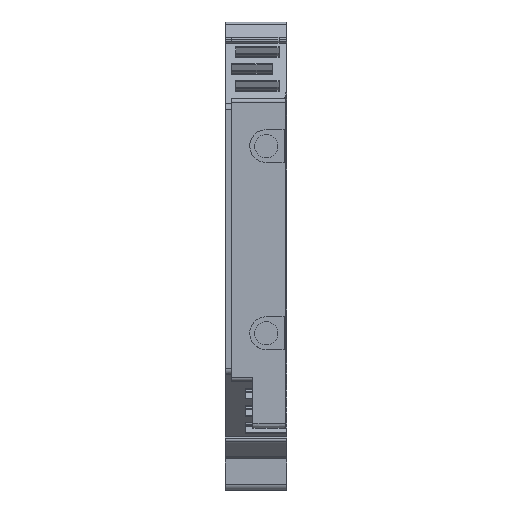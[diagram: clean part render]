
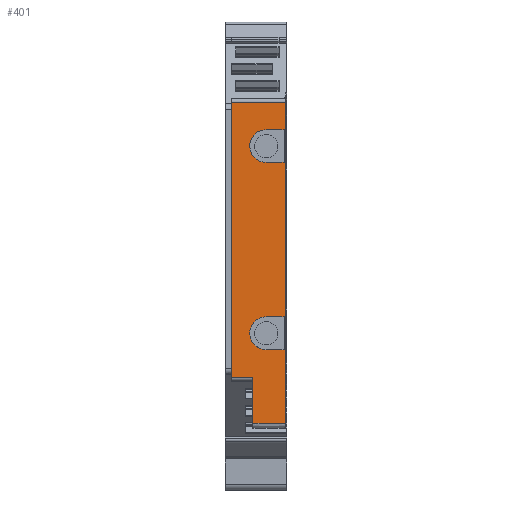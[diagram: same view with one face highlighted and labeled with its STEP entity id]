
A CAD part, top view. The second image highlights one B-rep face of the part: STEP entity #401.
In plain terms, the highlighted planar face has unit normal (0, 0, 1).
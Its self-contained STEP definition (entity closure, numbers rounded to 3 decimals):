
#35=AXIS2_PLACEMENT_3D('Plane Axis2P3D',#32,#33,#34) ;
#32=CARTESIAN_POINT('Axis2P3D Location',(0.8,49.66,59.24)) ;
#181=CARTESIAN_POINT('Vertex',(5.25,17.91,59.24)) ;
#188=CARTESIAN_POINT('Vertex',(5.25,22.11,59.24)) ;
#192=CARTESIAN_POINT('Control Point',(5.25,17.91,59.24)) ;
#193=CARTESIAN_POINT('Control Point',(4.59,17.91,59.24)) ;
#194=CARTESIAN_POINT('Control Point',(3.931,18.169,59.24)) ;
#195=CARTESIAN_POINT('Control Point',(3.409,18.691,59.24)) ;
#196=CARTESIAN_POINT('Control Point',(2.891,20.01,59.24)) ;
#197=CARTESIAN_POINT('Control Point',(3.409,21.329,59.24)) ;
#198=CARTESIAN_POINT('Control Point',(3.931,21.851,59.24)) ;
#199=CARTESIAN_POINT('Control Point',(4.59,22.11,59.24)) ;
#200=CARTESIAN_POINT('Control Point',(5.25,22.11,59.24)) ;
#218=CARTESIAN_POINT('Vertex',(7.55,17.91,59.24)) ;
#221=CARTESIAN_POINT('Line Origine',(6.4,17.91,59.24)) ;
#238=CARTESIAN_POINT('Line Origine',(7.55,20.01,59.24)) ;
#242=CARTESIAN_POINT('Vertex',(7.55,22.11,59.24)) ;
#262=CARTESIAN_POINT('Line Origine',(6.4,22.11,59.24)) ;
#274=CARTESIAN_POINT('Line Origine',(4.275,49.66,59.24)) ;
#278=CARTESIAN_POINT('Vertex',(0.8,49.66,59.24)) ;
#280=CARTESIAN_POINT('Vertex',(7.75,49.66,59.24)) ;
#283=CARTESIAN_POINT('Line Origine',(0.8,49.241,59.24)) ;
#287=CARTESIAN_POINT('Vertex',(0.8,48.822,59.24)) ;
#290=CARTESIAN_POINT('Line Origine',(0.8,32.075,59.24)) ;
#294=CARTESIAN_POINT('Vertex',(0.8,15.328,59.24)) ;
#297=CARTESIAN_POINT('Line Origine',(0.8,14.844,59.24)) ;
#301=CARTESIAN_POINT('Vertex',(0.8,14.36,59.24)) ;
#304=CARTESIAN_POINT('Line Origine',(2.175,14.36,59.24)) ;
#308=CARTESIAN_POINT('Vertex',(3.55,14.36,59.24)) ;
#311=CARTESIAN_POINT('Line Origine',(3.55,11.41,59.24)) ;
#315=CARTESIAN_POINT('Vertex',(3.55,8.46,59.24)) ;
#318=CARTESIAN_POINT('Line Origine',(5.65,8.46,59.24)) ;
#322=CARTESIAN_POINT('Vertex',(7.75,8.46,59.24)) ;
#325=CARTESIAN_POINT('Line Origine',(7.75,29.06,59.24)) ;
#346=CARTESIAN_POINT('Line Origine',(6.4,41.91,59.24)) ;
#350=CARTESIAN_POINT('Vertex',(7.55,41.91,59.24)) ;
#352=CARTESIAN_POINT('Vertex',(5.25,41.91,59.24)) ;
#356=CARTESIAN_POINT('Control Point',(5.25,41.91,59.24)) ;
#357=CARTESIAN_POINT('Control Point',(5.037,41.91,59.24)) ;
#358=CARTESIAN_POINT('Control Point',(4.824,41.937,59.24)) ;
#359=CARTESIAN_POINT('Control Point',(4.616,41.991,59.24)) ;
#360=CARTESIAN_POINT('Control Point',(4.218,42.151,59.24)) ;
#361=CARTESIAN_POINT('Control Point',(3.872,42.405,59.24)) ;
#362=CARTESIAN_POINT('Control Point',(3.716,42.553,59.24)) ;
#363=CARTESIAN_POINT('Control Point',(3.445,42.886,59.24)) ;
#364=CARTESIAN_POINT('Control Point',(3.265,43.276,59.24)) ;
#365=CARTESIAN_POINT('Control Point',(3.201,43.482,59.24)) ;
#366=CARTESIAN_POINT('Control Point',(3.126,43.904,59.24)) ;
#367=CARTESIAN_POINT('Control Point',(3.158,44.332,59.24)) ;
#368=CARTESIAN_POINT('Control Point',(3.202,44.542,59.24)) ;
#369=CARTESIAN_POINT('Control Point',(3.342,44.948,59.24)) ;
#370=CARTESIAN_POINT('Control Point',(3.578,45.307,59.24)) ;
#371=CARTESIAN_POINT('Control Point',(3.719,45.47,59.24)) ;
#372=CARTESIAN_POINT('Control Point',(4.038,45.757,59.24)) ;
#373=CARTESIAN_POINT('Control Point',(4.418,45.956,59.24)) ;
#374=CARTESIAN_POINT('Control Point',(4.62,46.03,59.24)) ;
#375=CARTESIAN_POINT('Control Point',(4.87,46.088,59.24)) ;
#376=CARTESIAN_POINT('Control Point',(5.124,46.107,59.24)) ;
#377=CARTESIAN_POINT('Control Point',(5.166,46.109,59.24)) ;
#378=CARTESIAN_POINT('Control Point',(5.208,46.11,59.24)) ;
#379=CARTESIAN_POINT('Control Point',(5.25,46.11,59.24)) ;
#380=CARTESIAN_POINT('Vertex',(5.25,46.11,59.24)) ;
#383=CARTESIAN_POINT('Line Origine',(6.4,46.11,59.24)) ;
#387=CARTESIAN_POINT('Vertex',(7.55,46.11,59.24)) ;
#390=CARTESIAN_POINT('Line Origine',(7.55,44.01,59.24)) ;
#33=DIRECTION('Axis2P3D Direction',(0.,0.,1.)) ;
#34=DIRECTION('Axis2P3D XDirection',(0.,-1.,0.)) ;
#222=DIRECTION('Vector Direction',(-1.,0.,0.)) ;
#239=DIRECTION('Vector Direction',(0.,-1.,0.)) ;
#263=DIRECTION('Vector Direction',(1.,0.,0.)) ;
#275=DIRECTION('Vector Direction',(1.,0.,0.)) ;
#284=DIRECTION('Vector Direction',(0.,-1.,0.)) ;
#291=DIRECTION('Vector Direction',(0.,-1.,0.)) ;
#298=DIRECTION('Vector Direction',(0.,-1.,0.)) ;
#305=DIRECTION('Vector Direction',(1.,0.,0.)) ;
#312=DIRECTION('Vector Direction',(0.,-1.,0.)) ;
#319=DIRECTION('Vector Direction',(1.,0.,0.)) ;
#326=DIRECTION('Vector Direction',(0.,-1.,0.)) ;
#347=DIRECTION('Vector Direction',(-1.,0.,0.)) ;
#384=DIRECTION('Vector Direction',(1.,0.,0.)) ;
#391=DIRECTION('Vector Direction',(0.,-1.,0.)) ;
#223=VECTOR('Line Direction',#222,1.) ;
#240=VECTOR('Line Direction',#239,1.) ;
#264=VECTOR('Line Direction',#263,1.) ;
#276=VECTOR('Line Direction',#275,1.) ;
#285=VECTOR('Line Direction',#284,1.) ;
#292=VECTOR('Line Direction',#291,1.) ;
#299=VECTOR('Line Direction',#298,1.) ;
#306=VECTOR('Line Direction',#305,1.) ;
#313=VECTOR('Line Direction',#312,1.) ;
#320=VECTOR('Line Direction',#319,1.) ;
#327=VECTOR('Line Direction',#326,1.) ;
#348=VECTOR('Line Direction',#347,1.) ;
#385=VECTOR('Line Direction',#384,1.) ;
#392=VECTOR('Line Direction',#391,1.) ;
#331=ORIENTED_EDGE('',*,*,#282,.F.) ;
#332=ORIENTED_EDGE('',*,*,#289,.T.) ;
#333=ORIENTED_EDGE('',*,*,#296,.T.) ;
#334=ORIENTED_EDGE('',*,*,#303,.T.) ;
#335=ORIENTED_EDGE('',*,*,#310,.T.) ;
#336=ORIENTED_EDGE('',*,*,#317,.F.) ;
#337=ORIENTED_EDGE('',*,*,#324,.T.) ;
#338=ORIENTED_EDGE('',*,*,#329,.F.) ;
#341=ORIENTED_EDGE('',*,*,#225,.T.) ;
#342=ORIENTED_EDGE('',*,*,#201,.T.) ;
#343=ORIENTED_EDGE('',*,*,#266,.T.) ;
#344=ORIENTED_EDGE('',*,*,#244,.T.) ;
#396=ORIENTED_EDGE('',*,*,#354,.T.) ;
#397=ORIENTED_EDGE('',*,*,#382,.T.) ;
#398=ORIENTED_EDGE('',*,*,#389,.T.) ;
#399=ORIENTED_EDGE('',*,*,#394,.T.) ;
#345=FACE_BOUND('',#340,.T.) ;
#400=FACE_BOUND('',#395,.T.) ;
#401=ADVANCED_FACE('KLTR',(#339,#345,#400),#36,.T.) ;
#191=B_SPLINE_CURVE_WITH_KNOTS('',5,(#192,#193,#194,#195,#196,#197,#198,#199,#200),.UNSPECIFIED.,.F.,.U.,(6,3,6),(0.,3.474,6.949),.UNSPECIFIED.) ;
#355=B_SPLINE_CURVE_WITH_KNOTS('',5,(#356,#357,#358,#359,#360,#361,#362,#363,#364,#365,#366,#367,#368,#369,#370,#371,#372,#373,#374,#375,#376,#377,#378,#379),.UNSPECIFIED.,.F.,.U.,(6,3,3,3,3,3,3,6),(0.,1.508,3.019,4.528,6.037,7.547,9.056,9.353),.UNSPECIFIED.) ;
#201=EDGE_CURVE('',#182,#189,#191,.T.) ;
#225=EDGE_CURVE('',#219,#182,#224,.T.) ;
#244=EDGE_CURVE('',#243,#219,#241,.T.) ;
#266=EDGE_CURVE('',#189,#243,#265,.T.) ;
#282=EDGE_CURVE('',#279,#281,#277,.T.) ;
#289=EDGE_CURVE('',#279,#288,#286,.T.) ;
#296=EDGE_CURVE('',#288,#295,#293,.T.) ;
#303=EDGE_CURVE('',#295,#302,#300,.T.) ;
#310=EDGE_CURVE('',#302,#309,#307,.T.) ;
#317=EDGE_CURVE('',#316,#309,#314,.F.) ;
#324=EDGE_CURVE('',#316,#323,#321,.T.) ;
#329=EDGE_CURVE('',#281,#323,#328,.T.) ;
#354=EDGE_CURVE('',#351,#353,#349,.T.) ;
#382=EDGE_CURVE('',#353,#381,#355,.T.) ;
#389=EDGE_CURVE('',#381,#388,#386,.T.) ;
#394=EDGE_CURVE('',#388,#351,#393,.T.) ;
#330=EDGE_LOOP('',(#331,#332,#333,#334,#335,#336,#337,#338)) ;
#340=EDGE_LOOP('',(#341,#342,#343,#344)) ;
#395=EDGE_LOOP('',(#396,#397,#398,#399)) ;
#339=FACE_OUTER_BOUND('',#330,.T.) ;
#224=LINE('Line',#221,#223) ;
#241=LINE('Line',#238,#240) ;
#265=LINE('Line',#262,#264) ;
#277=LINE('Line',#274,#276) ;
#286=LINE('Line',#283,#285) ;
#293=LINE('Line',#290,#292) ;
#300=LINE('Line',#297,#299) ;
#307=LINE('Line',#304,#306) ;
#314=LINE('Line',#311,#313) ;
#321=LINE('Line',#318,#320) ;
#328=LINE('Line',#325,#327) ;
#349=LINE('Line',#346,#348) ;
#386=LINE('Line',#383,#385) ;
#393=LINE('Line',#390,#392) ;
#36=PLANE('',#35) ;
#182=VERTEX_POINT('',#181) ;
#189=VERTEX_POINT('',#188) ;
#219=VERTEX_POINT('',#218) ;
#243=VERTEX_POINT('',#242) ;
#279=VERTEX_POINT('',#278) ;
#281=VERTEX_POINT('',#280) ;
#288=VERTEX_POINT('',#287) ;
#295=VERTEX_POINT('',#294) ;
#302=VERTEX_POINT('',#301) ;
#309=VERTEX_POINT('',#308) ;
#316=VERTEX_POINT('',#315) ;
#323=VERTEX_POINT('',#322) ;
#351=VERTEX_POINT('',#350) ;
#353=VERTEX_POINT('',#352) ;
#381=VERTEX_POINT('',#380) ;
#388=VERTEX_POINT('',#387) ;
